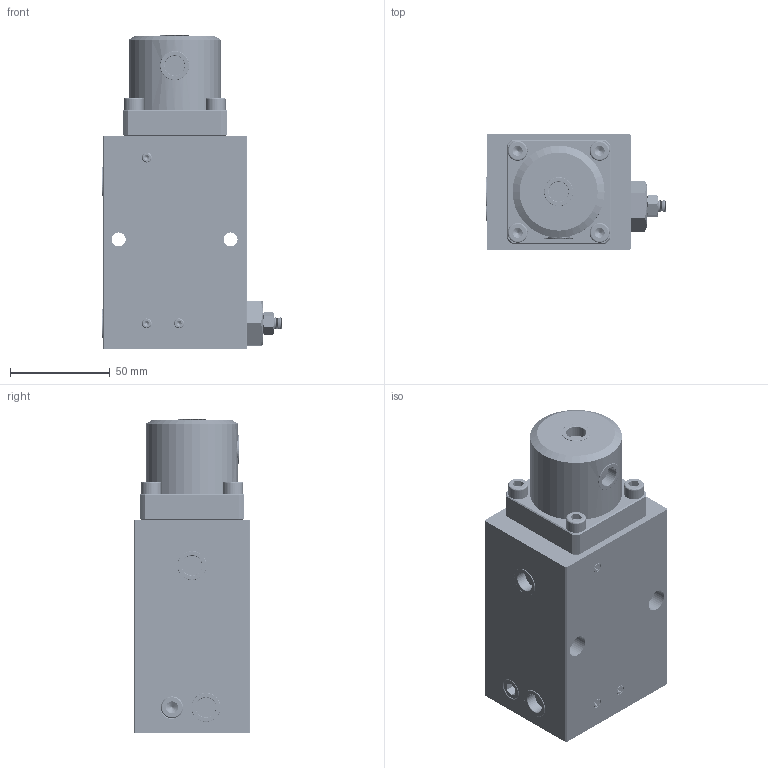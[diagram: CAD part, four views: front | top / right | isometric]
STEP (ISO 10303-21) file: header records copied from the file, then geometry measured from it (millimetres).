
FILE_DESCRIPTION (( 'STEP AP214' ), '1' );
FILE_NAME ('HB-9X6油压增压器三维图.STEP', '2019-04-13T07:49:24', ( '' ), ( '' ), 'SwSTEP 2.0', 'SolidWorks 2016', '' );
FILE_SCHEMA (( 'AUTOMOTIVE_DESIGN' ));
Length unit declared in the file: millimetre
Products named in the file (12): 1-4黑芛; 掛极; HB-9X6油压增压器三维图; ヶ裔; 絳砃种; hexagon socket set screws with cup point gb_GB_SOCKET_SET_TYPE4 M6X16-S; hex socket set screws with cone point gb_GB_FASTENER_SCREWS_HSCP M6X16-S; hex nuts, style 2-grades ab gb_GB_HEXAGON_TYPE13 M6 Normal Style-N; 佼唗概; hexagon socket head cap screws gb_GB_FASTENER_SCREWS_HSHCS M6X25-S; hex socket set screws with cone point gb_GB_FASTENER_SCREWS_HSCP M5X6-S; hex socket set screws with cone point gb_GB_FASTENER_SCREWS_HSCP M12X10-N
Assembly tree (21 placements, depth 2):
  HB-9X6油压增压器三维图
    掛极
    1-4黑芛  x4
    hex socket set screws with cone point gb_GB_FASTENER_SCREWS_HSCP M12X10-N
    hex socket set screws with cone point gb_GB_FASTENER_SCREWS_HSCP M5X6-S  x5
    hexagon socket head cap screws gb_GB_FASTENER_SCREWS_HSHCS M6X25-S  x4
    佼唗概
    hex nuts, style 2-grades ab gb_GB_HEXAGON_TYPE13 M6 Normal Style-N
    hex socket set screws with cone point gb_GB_FASTENER_SCREWS_HSCP M6X16-S
    hexagon socket set screws with cup point gb_GB_SOCKET_SET_TYPE4 M6X16-S
    絳砃种
    ヶ裔
Bounding box: 90.39 x 58 x 157.5 mm (x, y, z)
Volume: 113516.5 mm3; surface area: 84406.3 mm2
Topology: 20 solids, 21 shells, 2398 faces, 5555 edges, 3223 vertices
Faces by surface type: cone 1083, cylinder 966, plane 282, bspline 67
Entity records: 67535 total; most frequent: CARTESIAN_POINT 37813, ORIENTED_EDGE 6448, DIRECTION 6006, EDGE_CURVE 3225, AXIS2_PLACEMENT_3D 2344, VERTEX_POINT 1956, EDGE_LOOP 1408, FACE_OUTER_BOUND 1327
